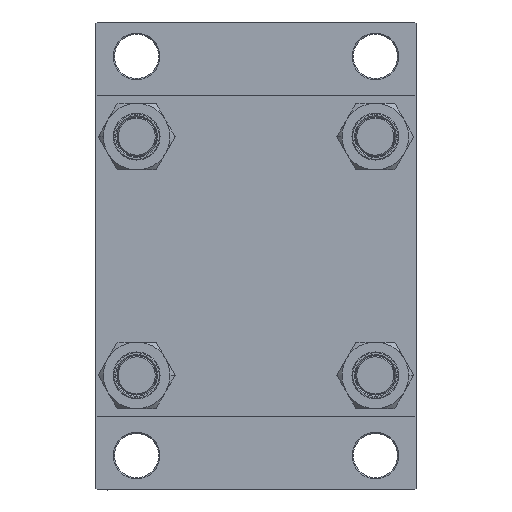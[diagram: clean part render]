
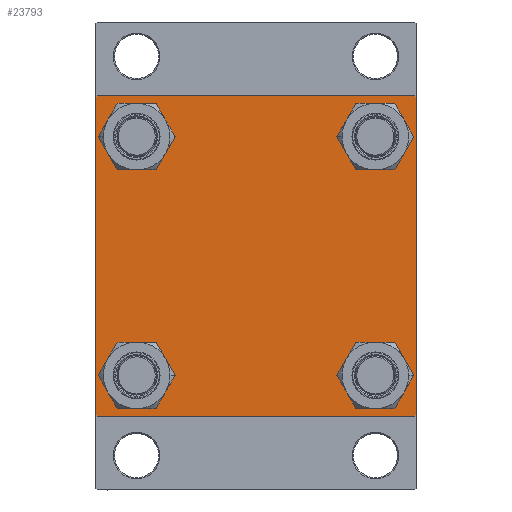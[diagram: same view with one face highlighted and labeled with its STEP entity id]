
A CAD part, left-side view. The second image highlights one B-rep face of the part: STEP entity #23793.
In plain terms, the highlighted planar face has unit normal (-1, 0, 0).
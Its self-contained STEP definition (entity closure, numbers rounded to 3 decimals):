
#1916 = ORIENTED_EDGE ( 'NONE', *, *, #12084, .F. ) ;
#1926 = LINE ( 'NONE', #31367, #6719 ) ;
#2098 = CARTESIAN_POINT ( 'NONE',  ( 0., 48.45, -48.45 ) ) ;
#2467 = AXIS2_PLACEMENT_3D ( 'NONE', #36468, #43240, #32608 ) ;
#2590 = ORIENTED_EDGE ( 'NONE', *, *, #30504, .T. ) ;
#2659 = CARTESIAN_POINT ( 'NONE',  ( 0., 48.45, 48.45 ) ) ;
#2744 = VERTEX_POINT ( 'NONE', #8855 ) ;
#2967 = DIRECTION ( 'NONE',  ( 0., 0.707, -0.707 ) ) ;
#3227 = DIRECTION ( 'NONE',  ( 0., -1., 0. ) ) ;
#3519 = DIRECTION ( 'NONE',  ( 1., 0., 0. ) ) ;
#3614 = VECTOR ( 'NONE', #2967, 1000. ) ;
#3745 = CIRCLE ( 'NONE', #9927, 8.5 ) ;
#4743 = LINE ( 'NONE', #15133, #38742 ) ;
#4992 = DIRECTION ( 'NONE',  ( 0., 0., 1. ) ) ;
#5058 = ORIENTED_EDGE ( 'NONE', *, *, #37682, .T. ) ;
#5997 = CARTESIAN_POINT ( 'NONE',  ( 0., -65., 65. ) ) ;
#6612 = LINE ( 'NONE', #36053, #10034 ) ;
#6668 = EDGE_LOOP ( 'NONE', ( #11892, #7426 ) ) ;
#6719 = VECTOR ( 'NONE', #21676, 1000. ) ;
#6828 = EDGE_CURVE ( 'NONE', #2744, #6858, #34735, .T. ) ;
#6858 = VERTEX_POINT ( 'NONE', #41758 ) ;
#6962 = AXIS2_PLACEMENT_3D ( 'NONE', #7731, #22461, #37655 ) ;
#7094 = DIRECTION ( 'NONE',  ( 1., 0., 0. ) ) ;
#7125 = VERTEX_POINT ( 'NONE', #22663 ) ;
#7426 = ORIENTED_EDGE ( 'NONE', *, *, #39008, .T. ) ;
#7676 = ORIENTED_EDGE ( 'NONE', *, *, #24766, .T. ) ;
#7731 = CARTESIAN_POINT ( 'NONE',  ( 0., -48.45, -48.45 ) ) ;
#7798 = CARTESIAN_POINT ( 'NONE',  ( 0., -48.45, -48.45 ) ) ;
#8303 = AXIS2_PLACEMENT_3D ( 'NONE', #30091, #33944, #40697 ) ;
#8334 = CARTESIAN_POINT ( 'NONE',  ( 0., 65., 65. ) ) ;
#8855 = CARTESIAN_POINT ( 'NONE',  ( 0., -48.45, -56.95 ) ) ;
#9064 = VERTEX_POINT ( 'NONE', #33586 ) ;
#9106 = CARTESIAN_POINT ( 'NONE',  ( 0., -48.45, 48.45 ) ) ;
#9303 = DIRECTION ( 'NONE',  ( 1., 0., 0. ) ) ;
#9927 = AXIS2_PLACEMENT_3D ( 'NONE', #9106, #31071, #15881 ) ;
#10034 = VECTOR ( 'NONE', #18192, 1000. ) ;
#10133 = CARTESIAN_POINT ( 'NONE',  ( 0., -48.45, 56.95 ) ) ;
#10549 = EDGE_CURVE ( 'NONE', #37427, #14389, #24814, .T. ) ;
#11038 = VERTEX_POINT ( 'NONE', #10133 ) ;
#11751 = FACE_BOUND ( 'NONE', #34990, .T. ) ;
#11892 = ORIENTED_EDGE ( 'NONE', *, *, #10549, .T. ) ;
#12084 = EDGE_CURVE ( 'NONE', #13590, #29876, #46781, .T. ) ;
#12136 = LINE ( 'NONE', #22514, #20211 ) ;
#12262 = EDGE_CURVE ( 'NONE', #35815, #21746, #4743, .T. ) ;
#13536 = EDGE_LOOP ( 'NONE', ( #35733, #28925 ) ) ;
#13590 = VERTEX_POINT ( 'NONE', #28660 ) ;
#14084 = VECTOR ( 'NONE', #42916, 1000. ) ;
#14125 = CARTESIAN_POINT ( 'NONE',  ( 0., 48.45, 48.45 ) ) ;
#14387 = ORIENTED_EDGE ( 'NONE', *, *, #12262, .T. ) ;
#14389 = VERTEX_POINT ( 'NONE', #18503 ) ;
#14402 = CARTESIAN_POINT ( 'NONE',  ( 0., 48.45, -39.95 ) ) ;
#14905 = FACE_BOUND ( 'NONE', #22096, .T. ) ;
#15133 = CARTESIAN_POINT ( 'NONE',  ( 0., 65., -65. ) ) ;
#15259 = EDGE_CURVE ( 'NONE', #6858, #2744, #15745, .T. ) ;
#15745 = CIRCLE ( 'NONE', #22656, 8.5 ) ;
#15881 = DIRECTION ( 'NONE',  ( 0., 0., 1. ) ) ;
#16002 = DIRECTION ( 'NONE',  ( 0., -0.707, 0.707 ) ) ;
#16565 = VERTEX_POINT ( 'NONE', #19588 ) ;
#17613 = ORIENTED_EDGE ( 'NONE', *, *, #6828, .T. ) ;
#18018 = DIRECTION ( 'NONE',  ( 0., 0., 1. ) ) ;
#18192 = DIRECTION ( 'NONE',  ( 0., -0.707, -0.707 ) ) ;
#18283 = ORIENTED_EDGE ( 'NONE', *, *, #28792, .T. ) ;
#18503 = CARTESIAN_POINT ( 'NONE',  ( 0., 48.45, 39.95 ) ) ;
#19139 = CIRCLE ( 'NONE', #35233, 8.5 ) ;
#19235 = PLANE ( 'NONE',  #8303 ) ;
#19460 = LINE ( 'NONE', #8334, #36078 ) ;
#19588 = CARTESIAN_POINT ( 'NONE',  ( 0., 48.45, -56.95 ) ) ;
#20211 = VECTOR ( 'NONE', #16002, 1000. ) ;
#20763 = AXIS2_PLACEMENT_3D ( 'NONE', #33189, #3519, #18018 ) ;
#21676 = DIRECTION ( 'NONE',  ( 0., 0.707, 0.707 ) ) ;
#21746 = VERTEX_POINT ( 'NONE', #46394 ) ;
#22096 = EDGE_LOOP ( 'NONE', ( #26027, #17613 ) ) ;
#22461 = DIRECTION ( 'NONE',  ( 1., 0., 0. ) ) ;
#22514 = CARTESIAN_POINT ( 'NONE',  ( 0., -64.75, -64.75 ) ) ;
#22656 = AXIS2_PLACEMENT_3D ( 'NONE', #7798, #7094, #25905 ) ;
#22663 = CARTESIAN_POINT ( 'NONE',  ( 0., 65., 64.5 ) ) ;
#23264 = CARTESIAN_POINT ( 'NONE',  ( 0., 64.5, -65. ) ) ;
#23793 = ADVANCED_FACE ( 'NONE', ( #33697, #14905, #11751, #44809, #25978 ), #19235, .T. ) ;
#24664 = CARTESIAN_POINT ( 'NONE',  ( 0., -48.45, 39.95 ) ) ;
#24766 = EDGE_CURVE ( 'NONE', #16565, #33250, #19139, .T. ) ;
#24814 = CIRCLE ( 'NONE', #26354, 8.5 ) ;
#24850 = AXIS2_PLACEMENT_3D ( 'NONE', #2659, #43193, #36656 ) ;
#25325 = EDGE_CURVE ( 'NONE', #9064, #7125, #39188, .T. ) ;
#25346 = CIRCLE ( 'NONE', #20763, 8.5 ) ;
#25905 = DIRECTION ( 'NONE',  ( 0., 0., 1. ) ) ;
#25978 = FACE_OUTER_BOUND ( 'NONE', #26261, .T. ) ;
#26027 = ORIENTED_EDGE ( 'NONE', *, *, #15259, .T. ) ;
#26261 = EDGE_LOOP ( 'NONE', ( #18283, #42719, #14387, #5058, #1916, #40771, #33059, #27291 ) ) ;
#26305 = VERTEX_POINT ( 'NONE', #47338 ) ;
#26354 = AXIS2_PLACEMENT_3D ( 'NONE', #14125, #9303, #43313 ) ;
#26568 = EDGE_CURVE ( 'NONE', #13590, #32971, #1926, .T. ) ;
#27291 = ORIENTED_EDGE ( 'NONE', *, *, #25325, .T. ) ;
#28660 = CARTESIAN_POINT ( 'NONE',  ( 0., -65., 64.5 ) ) ;
#28792 = EDGE_CURVE ( 'NONE', #7125, #26305, #19460, .T. ) ;
#28925 = ORIENTED_EDGE ( 'NONE', *, *, #29617, .T. ) ;
#29055 = CARTESIAN_POINT ( 'NONE',  ( 0., 65., 65. ) ) ;
#29617 = EDGE_CURVE ( 'NONE', #40900, #11038, #3745, .T. ) ;
#29876 = VERTEX_POINT ( 'NONE', #31439 ) ;
#30091 = CARTESIAN_POINT ( 'NONE',  ( 0., 0., 0. ) ) ;
#30504 = EDGE_CURVE ( 'NONE', #33250, #16565, #25346, .T. ) ;
#30855 = EDGE_CURVE ( 'NONE', #9064, #32971, #36292, .T. ) ;
#31071 = DIRECTION ( 'NONE',  ( 1., 0., 0. ) ) ;
#31367 = CARTESIAN_POINT ( 'NONE',  ( 0., -64.75, 64.75 ) ) ;
#31439 = CARTESIAN_POINT ( 'NONE',  ( 0., -65., -64.5 ) ) ;
#31541 = DIRECTION ( 'NONE',  ( 1., 0., 0. ) ) ;
#32608 = DIRECTION ( 'NONE',  ( 0., 0., 1. ) ) ;
#32971 = VERTEX_POINT ( 'NONE', #46874 ) ;
#33059 = ORIENTED_EDGE ( 'NONE', *, *, #30855, .F. ) ;
#33189 = CARTESIAN_POINT ( 'NONE',  ( 0., 48.45, -48.45 ) ) ;
#33250 = VERTEX_POINT ( 'NONE', #14402 ) ;
#33444 = DIRECTION ( 'NONE',  ( 0., 0., -1. ) ) ;
#33586 = CARTESIAN_POINT ( 'NONE',  ( 0., 64.5, 65. ) ) ;
#33637 = EDGE_CURVE ( 'NONE', #26305, #35815, #6612, .T. ) ;
#33697 = FACE_BOUND ( 'NONE', #13536, .T. ) ;
#33944 = DIRECTION ( 'NONE',  ( -1., 0., 0. ) ) ;
#34625 = VECTOR ( 'NONE', #3227, 1000. ) ;
#34735 = CIRCLE ( 'NONE', #6962, 8.5 ) ;
#34990 = EDGE_LOOP ( 'NONE', ( #2590, #7676 ) ) ;
#35233 = AXIS2_PLACEMENT_3D ( 'NONE', #2098, #31541, #4992 ) ;
#35733 = ORIENTED_EDGE ( 'NONE', *, *, #37908, .T. ) ;
#35815 = VERTEX_POINT ( 'NONE', #23264 ) ;
#36029 = CARTESIAN_POINT ( 'NONE',  ( 0., 64.75, 64.75 ) ) ;
#36053 = CARTESIAN_POINT ( 'NONE',  ( 0., 64.75, -64.75 ) ) ;
#36078 = VECTOR ( 'NONE', #33444, 1000. ) ;
#36292 = LINE ( 'NONE', #29055, #34625 ) ;
#36468 = CARTESIAN_POINT ( 'NONE',  ( 0., -48.45, 48.45 ) ) ;
#36656 = DIRECTION ( 'NONE',  ( 0., 0., 1. ) ) ;
#37427 = VERTEX_POINT ( 'NONE', #47512 ) ;
#37655 = DIRECTION ( 'NONE',  ( 0., 0., 1. ) ) ;
#37682 = EDGE_CURVE ( 'NONE', #21746, #29876, #12136, .T. ) ;
#37908 = EDGE_CURVE ( 'NONE', #11038, #40900, #44063, .T. ) ;
#38742 = VECTOR ( 'NONE', #44805, 1000. ) ;
#39008 = EDGE_CURVE ( 'NONE', #14389, #37427, #39487, .T. ) ;
#39188 = LINE ( 'NONE', #36029, #3614 ) ;
#39487 = CIRCLE ( 'NONE', #24850, 8.5 ) ;
#40697 = DIRECTION ( 'NONE',  ( 0., 0., 1. ) ) ;
#40771 = ORIENTED_EDGE ( 'NONE', *, *, #26568, .T. ) ;
#40900 = VERTEX_POINT ( 'NONE', #24664 ) ;
#41758 = CARTESIAN_POINT ( 'NONE',  ( 0., -48.45, -39.95 ) ) ;
#42719 = ORIENTED_EDGE ( 'NONE', *, *, #33637, .T. ) ;
#42916 = DIRECTION ( 'NONE',  ( 0., 0., -1. ) ) ;
#43193 = DIRECTION ( 'NONE',  ( 1., 0., 0. ) ) ;
#43240 = DIRECTION ( 'NONE',  ( 1., 0., 0. ) ) ;
#43313 = DIRECTION ( 'NONE',  ( 0., 0., 1. ) ) ;
#44063 = CIRCLE ( 'NONE', #2467, 8.5 ) ;
#44805 = DIRECTION ( 'NONE',  ( 0., -1., 0. ) ) ;
#44809 = FACE_BOUND ( 'NONE', #6668, .T. ) ;
#46394 = CARTESIAN_POINT ( 'NONE',  ( 0., -64.5, -65. ) ) ;
#46781 = LINE ( 'NONE', #5997, #14084 ) ;
#46874 = CARTESIAN_POINT ( 'NONE',  ( 0., -64.5, 65. ) ) ;
#47338 = CARTESIAN_POINT ( 'NONE',  ( 0., 65., -64.5 ) ) ;
#47512 = CARTESIAN_POINT ( 'NONE',  ( 0., 48.45, 56.95 ) ) ;
